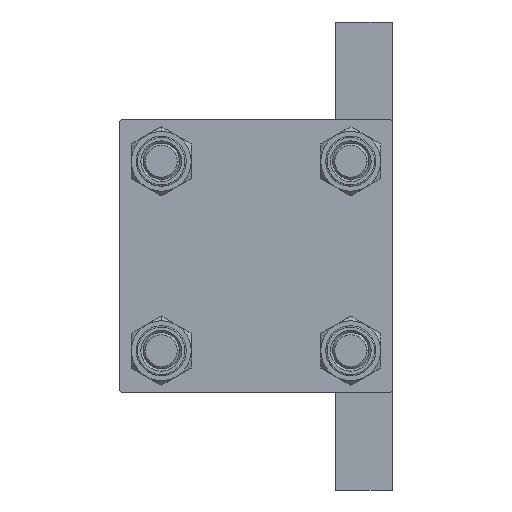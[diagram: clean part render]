
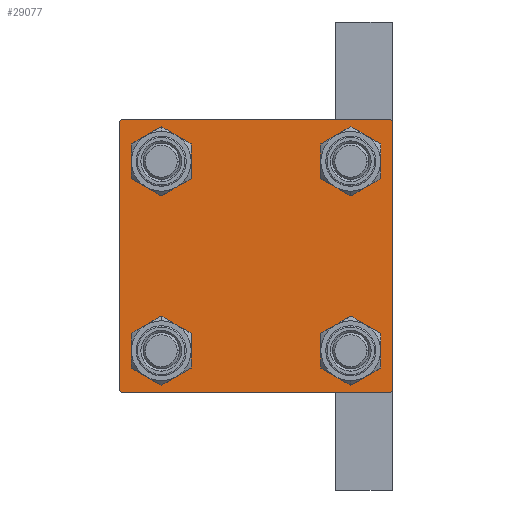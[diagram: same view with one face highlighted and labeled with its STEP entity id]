
A CAD part, left-side view. The second image highlights one B-rep face of the part: STEP entity #29077.
In plain terms, the highlighted planar face has unit normal (-1, 0, 0).
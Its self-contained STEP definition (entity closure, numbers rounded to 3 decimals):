
#420 = DIRECTION ( 'NONE',  ( 0., 0., 1. ) ) ;
#686 = DIRECTION ( 'NONE',  ( 0., 0., 1. ) ) ;
#757 = CARTESIAN_POINT ( 'NONE',  ( 0., -29.75, -29.75 ) ) ;
#931 = AXIS2_PLACEMENT_3D ( 'NONE', #44638, #10886, #31313 ) ;
#1141 = AXIS2_PLACEMENT_3D ( 'NONE', #19154, #34177, #420 ) ;
#1357 = VERTEX_POINT ( 'NONE', #17974 ) ;
#2610 = EDGE_LOOP ( 'NONE', ( #9997, #16846 ) ) ;
#2675 = CARTESIAN_POINT ( 'NONE',  ( 0., 29.75, 29.75 ) ) ;
#2999 = CARTESIAN_POINT ( 'NONE',  ( 0., 20.85, 20.85 ) ) ;
#3201 = EDGE_CURVE ( 'NONE', #14721, #1357, #27475, .T. ) ;
#3211 = EDGE_CURVE ( 'NONE', #32955, #6481, #13297, .T. ) ;
#3313 = ORIENTED_EDGE ( 'NONE', *, *, #25450, .F. ) ;
#3716 = LINE ( 'NONE', #757, #20410 ) ;
#4314 = ORIENTED_EDGE ( 'NONE', *, *, #28245, .T. ) ;
#4620 = CARTESIAN_POINT ( 'NONE',  ( 0., 29.5, 30. ) ) ;
#4999 = ORIENTED_EDGE ( 'NONE', *, *, #9934, .T. ) ;
#5787 = EDGE_CURVE ( 'NONE', #47699, #45430, #25096, .T. ) ;
#6481 = VERTEX_POINT ( 'NONE', #45342 ) ;
#6901 = DIRECTION ( 'NONE',  ( 1., 0., 0. ) ) ;
#7007 = AXIS2_PLACEMENT_3D ( 'NONE', #42311, #46020, #686 ) ;
#7334 = EDGE_CURVE ( 'NONE', #37160, #20243, #15691, .T. ) ;
#7811 = VERTEX_POINT ( 'NONE', #31307 ) ;
#8295 = CARTESIAN_POINT ( 'NONE',  ( 0., -20.85, -16.35 ) ) ;
#8343 = VERTEX_POINT ( 'NONE', #13928 ) ;
#8582 = DIRECTION ( 'NONE',  ( 0., 0., 1. ) ) ;
#8747 = AXIS2_PLACEMENT_3D ( 'NONE', #2999, #25676, #40943 ) ;
#8836 = EDGE_CURVE ( 'NONE', #45430, #38279, #44293, .T. ) ;
#9008 = EDGE_LOOP ( 'NONE', ( #4314, #13212 ) ) ;
#9036 = CARTESIAN_POINT ( 'NONE',  ( 0., 29.75, -29.75 ) ) ;
#9296 = DIRECTION ( 'NONE',  ( 1., 0., 0. ) ) ;
#9934 = EDGE_CURVE ( 'NONE', #38279, #14951, #38852, .T. ) ;
#9997 = ORIENTED_EDGE ( 'NONE', *, *, #3211, .T. ) ;
#10402 = FACE_BOUND ( 'NONE', #44539, .T. ) ;
#10645 = FACE_OUTER_BOUND ( 'NONE', #36612, .T. ) ;
#10886 = DIRECTION ( 'NONE',  ( -1., 0., 0. ) ) ;
#11066 = CARTESIAN_POINT ( 'NONE',  ( 0., 30., 30. ) ) ;
#11099 = CIRCLE ( 'NONE', #22893, 4.5 ) ;
#11346 = CIRCLE ( 'NONE', #1141, 4.5 ) ;
#11356 = CARTESIAN_POINT ( 'NONE',  ( 0., -30., 29.5 ) ) ;
#11442 = LINE ( 'NONE', #29674, #15093 ) ;
#11539 = CARTESIAN_POINT ( 'NONE',  ( 0., -30., -29.5 ) ) ;
#11574 = EDGE_CURVE ( 'NONE', #7811, #19615, #46532, .T. ) ;
#11764 = VECTOR ( 'NONE', #30282, 1000. ) ;
#11856 = DIRECTION ( 'NONE',  ( 0., -0.707, 0.707 ) ) ;
#11925 = DIRECTION ( 'NONE',  ( 1., 0., 0. ) ) ;
#12293 = CARTESIAN_POINT ( 'NONE',  ( 0., -20.85, -20.85 ) ) ;
#13212 = ORIENTED_EDGE ( 'NONE', *, *, #11574, .T. ) ;
#13297 = CIRCLE ( 'NONE', #41592, 4.5 ) ;
#13640 = ORIENTED_EDGE ( 'NONE', *, *, #26037, .T. ) ;
#13928 = CARTESIAN_POINT ( 'NONE',  ( 0., -29.5, 30. ) ) ;
#14105 = AXIS2_PLACEMENT_3D ( 'NONE', #12293, #23860, #27324 ) ;
#14444 = ORIENTED_EDGE ( 'NONE', *, *, #37826, .T. ) ;
#14721 = VERTEX_POINT ( 'NONE', #8295 ) ;
#14867 = LINE ( 'NONE', #33094, #40735 ) ;
#14951 = VERTEX_POINT ( 'NONE', #21464 ) ;
#15093 = VECTOR ( 'NONE', #22777, 1000. ) ;
#15512 = CARTESIAN_POINT ( 'NONE',  ( 0., 20.85, -20.85 ) ) ;
#15691 = CIRCLE ( 'NONE', #43203, 4.5 ) ;
#15865 = CARTESIAN_POINT ( 'NONE',  ( 0., -20.85, 20.85 ) ) ;
#16846 = ORIENTED_EDGE ( 'NONE', *, *, #22355, .T. ) ;
#16977 = EDGE_CURVE ( 'NONE', #45500, #35393, #3716, .T. ) ;
#17394 = EDGE_CURVE ( 'NONE', #47699, #8343, #34209, .T. ) ;
#17974 = CARTESIAN_POINT ( 'NONE',  ( 0., -20.85, -25.35 ) ) ;
#18411 = ORIENTED_EDGE ( 'NONE', *, *, #28765, .T. ) ;
#18730 = DIRECTION ( 'NONE',  ( 0., 0., 1. ) ) ;
#19154 = CARTESIAN_POINT ( 'NONE',  ( 0., -20.85, -20.85 ) ) ;
#19615 = VERTEX_POINT ( 'NONE', #47727 ) ;
#20243 = VERTEX_POINT ( 'NONE', #37424 ) ;
#20410 = VECTOR ( 'NONE', #11856, 1000. ) ;
#21160 = DIRECTION ( 'NONE',  ( 0., 0.707, -0.707 ) ) ;
#21464 = CARTESIAN_POINT ( 'NONE',  ( 0., 29.5, -30. ) ) ;
#21933 = VECTOR ( 'NONE', #27413, 1000. ) ;
#22355 = EDGE_CURVE ( 'NONE', #6481, #32955, #34651, .T. ) ;
#22774 = ORIENTED_EDGE ( 'NONE', *, *, #8836, .T. ) ;
#22777 = DIRECTION ( 'NONE',  ( 0., -1., 0. ) ) ;
#22893 = AXIS2_PLACEMENT_3D ( 'NONE', #27315, #9296, #34450 ) ;
#23704 = ORIENTED_EDGE ( 'NONE', *, *, #7334, .T. ) ;
#23860 = DIRECTION ( 'NONE',  ( 1., 0., 0. ) ) ;
#24283 = EDGE_CURVE ( 'NONE', #47311, #8343, #14867, .T. ) ;
#25066 = ORIENTED_EDGE ( 'NONE', *, *, #17394, .F. ) ;
#25082 = CARTESIAN_POINT ( 'NONE',  ( 0., 30., 30. ) ) ;
#25096 = LINE ( 'NONE', #2675, #27578 ) ;
#25439 = FACE_BOUND ( 'NONE', #31382, .T. ) ;
#25442 = ORIENTED_EDGE ( 'NONE', *, *, #3201, .T. ) ;
#25450 = EDGE_CURVE ( 'NONE', #47311, #35393, #35521, .T. ) ;
#25572 = DIRECTION ( 'NONE',  ( 0., 0., -1. ) ) ;
#25668 = CARTESIAN_POINT ( 'NONE',  ( 0., 30., 29.5 ) ) ;
#25676 = DIRECTION ( 'NONE',  ( 1., 0., 0. ) ) ;
#26037 = EDGE_CURVE ( 'NONE', #20243, #37160, #29807, .T. ) ;
#27315 = CARTESIAN_POINT ( 'NONE',  ( 0., 20.85, 20.85 ) ) ;
#27324 = DIRECTION ( 'NONE',  ( 0., 0., 1. ) ) ;
#27413 = DIRECTION ( 'NONE',  ( 0., 0., -1. ) ) ;
#27475 = CIRCLE ( 'NONE', #14105, 4.5 ) ;
#27578 = VECTOR ( 'NONE', #21160, 1000. ) ;
#27998 = ORIENTED_EDGE ( 'NONE', *, *, #24283, .T. ) ;
#28245 = EDGE_CURVE ( 'NONE', #19615, #7811, #11099, .T. ) ;
#28765 = EDGE_CURVE ( 'NONE', #14951, #45500, #11442, .T. ) ;
#29077 = ADVANCED_FACE ( 'NONE', ( #10402, #25439, #36763, #44405, #10645 ), #29619, .T. ) ;
#29619 = PLANE ( 'NONE',  #931 ) ;
#29674 = CARTESIAN_POINT ( 'NONE',  ( 0., 30., -30. ) ) ;
#29693 = CARTESIAN_POINT ( 'NONE',  ( 0., 20.85, -16.35 ) ) ;
#29807 = CIRCLE ( 'NONE', #7007, 4.5 ) ;
#30187 = ORIENTED_EDGE ( 'NONE', *, *, #16977, .T. ) ;
#30282 = DIRECTION ( 'NONE',  ( 0., -1., 0. ) ) ;
#30373 = DIRECTION ( 'NONE',  ( 0., 0.707, 0.707 ) ) ;
#31307 = CARTESIAN_POINT ( 'NONE',  ( 0., 20.85, 16.35 ) ) ;
#31313 = DIRECTION ( 'NONE',  ( 0., 0., 1. ) ) ;
#31382 = EDGE_LOOP ( 'NONE', ( #25442, #14444 ) ) ;
#32366 = CARTESIAN_POINT ( 'NONE',  ( 0., 30., -29.5 ) ) ;
#32955 = VERTEX_POINT ( 'NONE', #29693 ) ;
#33094 = CARTESIAN_POINT ( 'NONE',  ( 0., -29.75, 29.75 ) ) ;
#33292 = CARTESIAN_POINT ( 'NONE',  ( 0., -29.5, -30. ) ) ;
#34177 = DIRECTION ( 'NONE',  ( 1., 0., 0. ) ) ;
#34209 = LINE ( 'NONE', #11066, #11764 ) ;
#34340 = ORIENTED_EDGE ( 'NONE', *, *, #5787, .T. ) ;
#34450 = DIRECTION ( 'NONE',  ( 0., 0., 1. ) ) ;
#34632 = VECTOR ( 'NONE', #25572, 1000. ) ;
#34651 = CIRCLE ( 'NONE', #45695, 4.5 ) ;
#34662 = VECTOR ( 'NONE', #45526, 1000. ) ;
#35393 = VERTEX_POINT ( 'NONE', #11539 ) ;
#35521 = LINE ( 'NONE', #41949, #21933 ) ;
#36612 = EDGE_LOOP ( 'NONE', ( #22774, #4999, #18411, #30187, #3313, #27998, #25066, #34340 ) ) ;
#36763 = FACE_BOUND ( 'NONE', #2610, .T. ) ;
#37160 = VERTEX_POINT ( 'NONE', #48476 ) ;
#37424 = CARTESIAN_POINT ( 'NONE',  ( 0., -20.85, 16.35 ) ) ;
#37826 = EDGE_CURVE ( 'NONE', #1357, #14721, #11346, .T. ) ;
#38279 = VERTEX_POINT ( 'NONE', #32366 ) ;
#38852 = LINE ( 'NONE', #9036, #34662 ) ;
#40735 = VECTOR ( 'NONE', #30373, 1000. ) ;
#40943 = DIRECTION ( 'NONE',  ( 0., 0., 1. ) ) ;
#41147 = CARTESIAN_POINT ( 'NONE',  ( 0., 20.85, -20.85 ) ) ;
#41592 = AXIS2_PLACEMENT_3D ( 'NONE', #15512, #46044, #8582 ) ;
#41727 = DIRECTION ( 'NONE',  ( 0., 0., 1. ) ) ;
#41949 = CARTESIAN_POINT ( 'NONE',  ( 0., -30., 30. ) ) ;
#42311 = CARTESIAN_POINT ( 'NONE',  ( 0., -20.85, 20.85 ) ) ;
#43203 = AXIS2_PLACEMENT_3D ( 'NONE', #15865, #11925, #41727 ) ;
#44293 = LINE ( 'NONE', #25082, #34632 ) ;
#44405 = FACE_BOUND ( 'NONE', #9008, .T. ) ;
#44539 = EDGE_LOOP ( 'NONE', ( #23704, #13640 ) ) ;
#44638 = CARTESIAN_POINT ( 'NONE',  ( 0., 0., 0. ) ) ;
#45342 = CARTESIAN_POINT ( 'NONE',  ( 0., 20.85, -25.35 ) ) ;
#45430 = VERTEX_POINT ( 'NONE', #25668 ) ;
#45500 = VERTEX_POINT ( 'NONE', #33292 ) ;
#45526 = DIRECTION ( 'NONE',  ( 0., -0.707, -0.707 ) ) ;
#45695 = AXIS2_PLACEMENT_3D ( 'NONE', #41147, #6901, #18730 ) ;
#46020 = DIRECTION ( 'NONE',  ( 1., 0., 0. ) ) ;
#46044 = DIRECTION ( 'NONE',  ( 1., 0., 0. ) ) ;
#46532 = CIRCLE ( 'NONE', #8747, 4.5 ) ;
#47311 = VERTEX_POINT ( 'NONE', #11356 ) ;
#47699 = VERTEX_POINT ( 'NONE', #4620 ) ;
#47727 = CARTESIAN_POINT ( 'NONE',  ( 0., 20.85, 25.35 ) ) ;
#48476 = CARTESIAN_POINT ( 'NONE',  ( 0., -20.85, 25.35 ) ) ;
